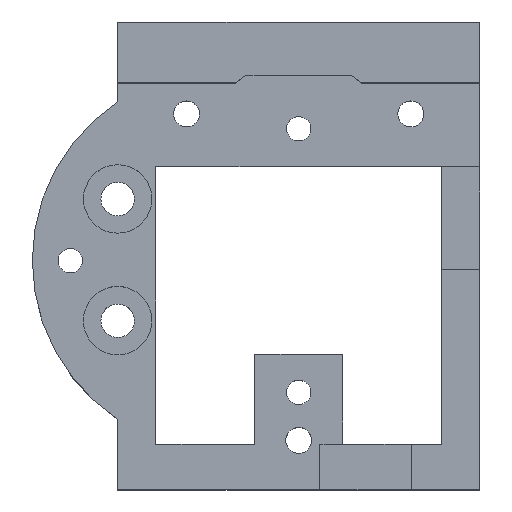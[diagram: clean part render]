
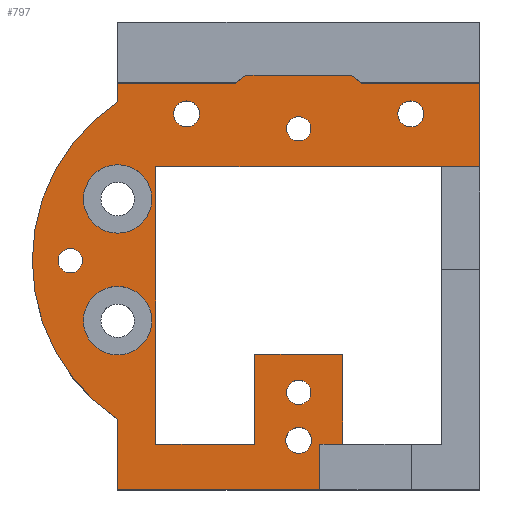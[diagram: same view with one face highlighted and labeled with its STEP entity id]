
A CAD part, top view. The second image highlights one B-rep face of the part: STEP entity #797.
In plain terms, the highlighted planar face has unit normal (0, 0, 1).
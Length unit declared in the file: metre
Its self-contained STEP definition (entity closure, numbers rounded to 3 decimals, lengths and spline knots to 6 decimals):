
#37=B_SPLINE_CURVE_WITH_KNOTS('',3,(#1236,#1237,#1238,#1239),
 .UNSPECIFIED.,.F.,.F.,(4,4),(0.,0.001654),.UNSPECIFIED.);
#38=B_SPLINE_CURVE_WITH_KNOTS('',3,(#1243,#1244,#1245,#1246),
 .UNSPECIFIED.,.F.,.F.,(4,4),(0.,0.001654),.UNSPECIFIED.);
#43=CIRCLE('',#858,0.0045);
#44=CIRCLE('',#859,0.0045);
#45=CIRCLE('',#860,0.0016);
#46=CIRCLE('',#861,0.0017);
#47=CIRCLE('',#862,0.0017);
#48=CIRCLE('',#863,0.0016);
#49=CIRCLE('',#864,0.0017);
#50=CIRCLE('',#865,0.0016);
#51=CIRCLE('',#866,0.025);
#106=ORIENTED_EDGE('',*,*,#314,.T.);
#107=ORIENTED_EDGE('',*,*,#315,.T.);
#108=ORIENTED_EDGE('',*,*,#316,.T.);
#109=ORIENTED_EDGE('',*,*,#317,.T.);
#110=ORIENTED_EDGE('',*,*,#318,.T.);
#111=ORIENTED_EDGE('',*,*,#319,.T.);
#112=ORIENTED_EDGE('',*,*,#320,.T.);
#113=ORIENTED_EDGE('',*,*,#321,.T.);
#114=ORIENTED_EDGE('',*,*,#322,.T.);
#115=ORIENTED_EDGE('',*,*,#323,.F.);
#116=ORIENTED_EDGE('',*,*,#300,.F.);
#117=ORIENTED_EDGE('',*,*,#324,.T.);
#118=ORIENTED_EDGE('',*,*,#325,.F.);
#119=ORIENTED_EDGE('',*,*,#326,.T.);
#120=ORIENTED_EDGE('',*,*,#302,.F.);
#121=ORIENTED_EDGE('',*,*,#327,.F.);
#122=ORIENTED_EDGE('',*,*,#328,.F.);
#123=ORIENTED_EDGE('',*,*,#329,.T.);
#124=ORIENTED_EDGE('',*,*,#293,.T.);
#125=ORIENTED_EDGE('',*,*,#330,.F.);
#126=ORIENTED_EDGE('',*,*,#331,.T.);
#127=ORIENTED_EDGE('',*,*,#332,.T.);
#128=ORIENTED_EDGE('',*,*,#333,.T.);
#129=ORIENTED_EDGE('',*,*,#334,.F.);
#130=ORIENTED_EDGE('',*,*,#335,.F.);
#131=ORIENTED_EDGE('',*,*,#336,.F.);
#293=EDGE_CURVE('',#399,#398,#477,.T.);
#300=EDGE_CURVE('',#404,#405,#483,.T.);
#302=EDGE_CURVE('',#406,#407,#485,.T.);
#314=EDGE_CURVE('',#416,#416,#43,.T.);
#315=EDGE_CURVE('',#417,#417,#44,.T.);
#316=EDGE_CURVE('',#418,#418,#45,.T.);
#317=EDGE_CURVE('',#419,#419,#46,.T.);
#318=EDGE_CURVE('',#420,#420,#47,.T.);
#319=EDGE_CURVE('',#421,#421,#48,.T.);
#320=EDGE_CURVE('',#422,#422,#49,.T.);
#321=EDGE_CURVE('',#423,#423,#50,.T.);
#322=EDGE_CURVE('',#424,#425,#492,.T.);
#323=EDGE_CURVE('',#405,#425,#493,.T.);
#324=EDGE_CURVE('',#404,#426,#37,.T.);
#325=EDGE_CURVE('',#427,#426,#494,.T.);
#326=EDGE_CURVE('',#427,#407,#38,.T.);
#327=EDGE_CURVE('',#428,#406,#495,.T.);
#328=EDGE_CURVE('',#429,#428,#51,.T.);
#329=EDGE_CURVE('',#429,#399,#496,.T.);
#330=EDGE_CURVE('',#430,#398,#497,.T.);
#331=EDGE_CURVE('',#430,#431,#498,.T.);
#332=EDGE_CURVE('',#431,#432,#499,.T.);
#333=EDGE_CURVE('',#432,#433,#500,.T.);
#334=EDGE_CURVE('',#434,#433,#501,.T.);
#335=EDGE_CURVE('',#435,#434,#502,.T.);
#336=EDGE_CURVE('',#424,#435,#503,.T.);
#398=VERTEX_POINT('',#1166);
#399=VERTEX_POINT('',#1168);
#404=VERTEX_POINT('',#1180);
#405=VERTEX_POINT('',#1182);
#406=VERTEX_POINT('',#1186);
#407=VERTEX_POINT('',#1187);
#416=VERTEX_POINT('',#1217);
#417=VERTEX_POINT('',#1219);
#418=VERTEX_POINT('',#1221);
#419=VERTEX_POINT('',#1223);
#420=VERTEX_POINT('',#1225);
#421=VERTEX_POINT('',#1227);
#422=VERTEX_POINT('',#1229);
#423=VERTEX_POINT('',#1231);
#424=VERTEX_POINT('',#1233);
#425=VERTEX_POINT('',#1234);
#426=VERTEX_POINT('',#1240);
#427=VERTEX_POINT('',#1242);
#428=VERTEX_POINT('',#1248);
#429=VERTEX_POINT('',#1250);
#430=VERTEX_POINT('',#1253);
#431=VERTEX_POINT('',#1255);
#432=VERTEX_POINT('',#1257);
#433=VERTEX_POINT('',#1259);
#434=VERTEX_POINT('',#1261);
#435=VERTEX_POINT('',#1263);
#477=LINE('',#1167,#550);
#483=LINE('',#1181,#556);
#485=LINE('',#1185,#558);
#492=LINE('',#1232,#565);
#493=LINE('',#1235,#566);
#494=LINE('',#1241,#567);
#495=LINE('',#1247,#568);
#496=LINE('',#1251,#569);
#497=LINE('',#1252,#570);
#498=LINE('',#1254,#571);
#499=LINE('',#1256,#572);
#500=LINE('',#1258,#573);
#501=LINE('',#1260,#574);
#502=LINE('',#1262,#575);
#503=LINE('',#1264,#576);
#550=VECTOR('',#939,1.);
#556=VECTOR('',#949,1.);
#558=VECTOR('',#953,1.);
#565=VECTOR('',#988,1.);
#566=VECTOR('',#989,1.);
#567=VECTOR('',#990,1.);
#568=VECTOR('',#991,1.);
#569=VECTOR('',#994,1.);
#570=VECTOR('',#995,1.);
#571=VECTOR('',#996,1.);
#572=VECTOR('',#997,1.);
#573=VECTOR('',#998,1.);
#574=VECTOR('',#999,1.);
#575=VECTOR('',#1000,1.);
#576=VECTOR('',#1001,1.);
#618=EDGE_LOOP('',(#106));
#619=EDGE_LOOP('',(#107));
#620=EDGE_LOOP('',(#108));
#621=EDGE_LOOP('',(#109));
#622=EDGE_LOOP('',(#110));
#623=EDGE_LOOP('',(#111));
#624=EDGE_LOOP('',(#112));
#625=EDGE_LOOP('',(#113));
#626=EDGE_LOOP('',(#114,#115,#116,#117,#118,#119,#120,#121,#122,#123,#124,
#125,#126,#127,#128,#129,#130,#131));
#694=FACE_BOUND('',#618,.T.);
#695=FACE_BOUND('',#619,.T.);
#696=FACE_BOUND('',#620,.T.);
#697=FACE_BOUND('',#621,.T.);
#698=FACE_BOUND('',#622,.T.);
#699=FACE_BOUND('',#623,.T.);
#700=FACE_BOUND('',#624,.T.);
#701=FACE_BOUND('',#625,.T.);
#702=FACE_BOUND('',#626,.T.);
#768=PLANE('',#857);
#797=ADVANCED_FACE('',(#694,#695,#696,#697,#698,#699,#700,#701,#702),#768,
 .F.);
#857=AXIS2_PLACEMENT_3D('',#1215,#970,#971);
#858=AXIS2_PLACEMENT_3D('',#1216,#972,#973);
#859=AXIS2_PLACEMENT_3D('',#1218,#974,#975);
#860=AXIS2_PLACEMENT_3D('',#1220,#976,#977);
#861=AXIS2_PLACEMENT_3D('',#1222,#978,#979);
#862=AXIS2_PLACEMENT_3D('',#1224,#980,#981);
#863=AXIS2_PLACEMENT_3D('',#1226,#982,#983);
#864=AXIS2_PLACEMENT_3D('',#1228,#984,#985);
#865=AXIS2_PLACEMENT_3D('',#1230,#986,#987);
#866=AXIS2_PLACEMENT_3D('',#1249,#992,#993);
#939=DIRECTION('',(1.,0.,0.));
#949=DIRECTION('',(1.,0.,0.));
#953=DIRECTION('',(1.,0.,0.));
#970=DIRECTION('',(0.,0.,-1.));
#971=DIRECTION('',(1.,0.,0.));
#972=DIRECTION('',(0.,0.,-1.));
#973=DIRECTION('',(-1.,0.,0.));
#974=DIRECTION('',(0.,0.,-1.));
#975=DIRECTION('',(-1.,0.,0.));
#976=DIRECTION('',(0.,0.,-1.));
#977=DIRECTION('',(-1.,0.,0.));
#978=DIRECTION('',(0.,0.,-1.));
#979=DIRECTION('',(-1.,0.,0.));
#980=DIRECTION('',(0.,0.,-1.));
#981=DIRECTION('',(-1.,0.,0.));
#982=DIRECTION('',(0.,0.,-1.));
#983=DIRECTION('',(-1.,0.,0.));
#984=DIRECTION('',(0.,0.,-1.));
#985=DIRECTION('',(-1.,0.,0.));
#986=DIRECTION('',(0.,0.,-1.));
#987=DIRECTION('',(-1.,0.,0.));
#988=DIRECTION('',(1.,0.,0.));
#989=DIRECTION('',(0.,-1.,0.));
#990=DIRECTION('',(1.,0.,0.));
#991=DIRECTION('',(0.,1.,0.));
#992=DIRECTION('',(0.,0.,-1.));
#993=DIRECTION('',(-1.,0.,0.));
#994=DIRECTION('',(0.,-1.,0.));
#995=DIRECTION('',(0.,-1.,0.));
#996=DIRECTION('',(1.,0.,0.));
#997=DIRECTION('',(0.,1.,0.));
#998=DIRECTION('',(-1.,0.,0.));
#999=DIRECTION('',(0.,1.,0.));
#1000=DIRECTION('',(1.,0.,0.));
#1001=DIRECTION('',(0.,-1.,0.));
#1166=CARTESIAN_POINT('',(0.00278,-0.030225,0.));
#1167=CARTESIAN_POINT('',(0.,-0.030225,0.));
#1168=CARTESIAN_POINT('',(-0.02378,-0.030225,0.));
#1180=CARTESIAN_POINT('',(0.008246,0.023225,0.));
#1181=CARTESIAN_POINT('',(0.,0.023225,0.));
#1182=CARTESIAN_POINT('',(0.02378,0.023225,0.));
#1185=CARTESIAN_POINT('',(0.,0.023225,0.));
#1186=CARTESIAN_POINT('',(-0.02378,0.023225,0.));
#1187=CARTESIAN_POINT('',(-0.008246,0.023225,0.));
#1215=CARTESIAN_POINT('',(-0.00561,0.0005,0.));
#1216=CARTESIAN_POINT('',(-0.02378,0.008,0.));
#1217=CARTESIAN_POINT('',(-0.02828,0.008,0.));
#1218=CARTESIAN_POINT('',(-0.02378,-0.008,0.));
#1219=CARTESIAN_POINT('',(-0.02828,-0.008,0.));
#1220=CARTESIAN_POINT('',(-0.03,-0.000096,0.));
#1221=CARTESIAN_POINT('',(-0.0316,-0.000096,0.));
#1222=CARTESIAN_POINT('',(0.014732,0.019177,0.));
#1223=CARTESIAN_POINT('',(0.013032,0.019177,0.));
#1224=CARTESIAN_POINT('',(-0.014732,0.019177,0.));
#1225=CARTESIAN_POINT('',(-0.016432,0.019177,0.));
#1226=CARTESIAN_POINT('',(0.,0.017225,0.));
#1227=CARTESIAN_POINT('',(-0.0016,0.017225,0.));
#1228=CARTESIAN_POINT('',(0.,-0.023725,0.));
#1229=CARTESIAN_POINT('',(-0.0017,-0.023725,0.));
#1230=CARTESIAN_POINT('',(0.,-0.017416,0.));
#1231=CARTESIAN_POINT('',(-0.0016,-0.017416,0.));
#1232=CARTESIAN_POINT('',(0.,0.012225,0.));
#1233=CARTESIAN_POINT('',(-0.01878,0.012225,0.));
#1234=CARTESIAN_POINT('',(0.02378,0.012225,0.));
#1235=CARTESIAN_POINT('',(0.02378,0.027225,0.));
#1236=CARTESIAN_POINT('',(0.008246,0.023225,0.));
#1237=CARTESIAN_POINT('',(0.007812,0.023566,0.));
#1238=CARTESIAN_POINT('',(0.007374,0.0239,0.));
#1239=CARTESIAN_POINT('',(0.006928,0.024225,0.));
#1240=CARTESIAN_POINT('',(0.006928,0.024225,0.));
#1241=CARTESIAN_POINT('',(0.,0.024225,0.));
#1242=CARTESIAN_POINT('',(-0.006928,0.024225,0.));
#1243=CARTESIAN_POINT('',(-0.006928,0.024225,0.));
#1244=CARTESIAN_POINT('',(-0.007374,0.0239,0.));
#1245=CARTESIAN_POINT('',(-0.007812,0.023566,0.));
#1246=CARTESIAN_POINT('',(-0.008246,0.023225,0.));
#1247=CARTESIAN_POINT('',(-0.02378,0.021994,0.));
#1248=CARTESIAN_POINT('',(-0.02378,0.020764,0.));
#1249=CARTESIAN_POINT('',(-0.01,-0.000096,0.));
#1250=CARTESIAN_POINT('',(-0.02378,-0.020955,0.));
#1251=CARTESIAN_POINT('',(-0.02378,-0.02559,0.));
#1252=CARTESIAN_POINT('',(0.00278,-0.027225,0.));
#1253=CARTESIAN_POINT('',(0.00278,-0.024225,0.));
#1254=CARTESIAN_POINT('',(0.00878,-0.024225,0.));
#1255=CARTESIAN_POINT('',(0.00578,-0.024225,0.));
#1256=CARTESIAN_POINT('',(0.00578,-0.018321,0.));
#1257=CARTESIAN_POINT('',(0.00578,-0.012416,0.));
#1258=CARTESIAN_POINT('',(0.,-0.012416,0.));
#1259=CARTESIAN_POINT('',(-0.00578,-0.012416,0.));
#1260=CARTESIAN_POINT('',(-0.00578,-0.018321,0.));
#1261=CARTESIAN_POINT('',(-0.00578,-0.024225,0.));
#1262=CARTESIAN_POINT('',(-0.01228,-0.024225,0.));
#1263=CARTESIAN_POINT('',(-0.01878,-0.024225,0.));
#1264=CARTESIAN_POINT('',(-0.01878,-0.006,0.));
